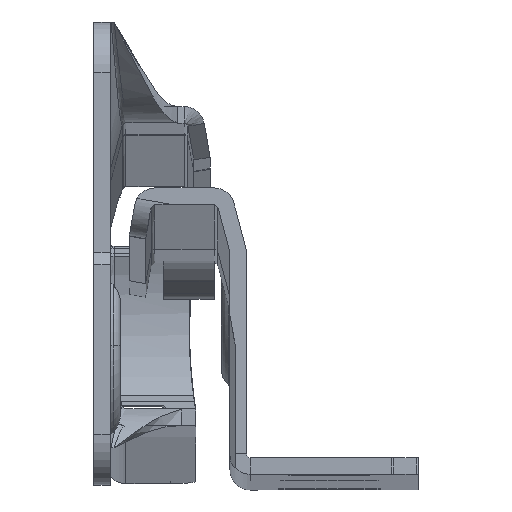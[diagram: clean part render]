
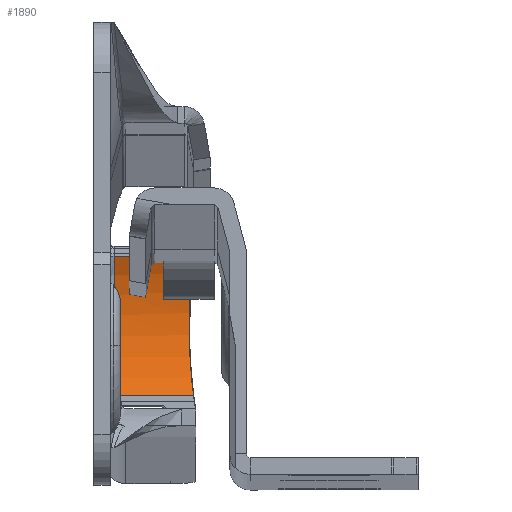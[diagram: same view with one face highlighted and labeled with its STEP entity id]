
A CAD part, top view. The second image highlights one B-rep face of the part: STEP entity #1890.
In plain terms, the highlighted cylindrical face has radius 11 mm (diameter 22 mm), a partial arc.
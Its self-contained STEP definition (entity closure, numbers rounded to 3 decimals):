
#483 = CARTESIAN_POINT ( 'NONE',  ( 6.7, -2.904, -587.701 ) ) ;
#633 = DIRECTION ( 'NONE',  ( 0., 0., 1. ) ) ;
#792 = CYLINDRICAL_SURFACE ( 'NONE', #8460, 11. ) ;
#856 = CARTESIAN_POINT ( 'NONE',  ( 6.265, -6.255, -598.189 ) ) ;
#1110 = CARTESIAN_POINT ( 'NONE',  ( 0.3, -2.904, -587.701 ) ) ;
#1146 = CARTESIAN_POINT ( 'NONE',  ( 6.503, 1.278, -597.886 ) ) ;
#1208 = ORIENTED_EDGE ( 'NONE', *, *, #7556, .T. ) ;
#1890 = ADVANCED_FACE ( 'NONE', ( #25638 ), #792, .F. ) ;
#2739 = DIRECTION ( 'NONE',  ( -1., 0., 0. ) ) ;
#2819 = EDGE_CURVE ( 'NONE', #22852, #3311, #14302, .T. ) ;
#3099 = DIRECTION ( 'NONE',  ( -1., 0., 0. ) ) ;
#3180 = CIRCLE ( 'NONE', #28677, 11. ) ;
#3311 = VERTEX_POINT ( 'NONE', #11165 ) ;
#3398 = CARTESIAN_POINT ( 'NONE',  ( 6.208, -2.942, -598.711 ) ) ;
#4402 = EDGE_LOOP ( 'NONE', ( #1208, #7523, #6691, #27815, #24200 ) ) ;
#5513 = CARTESIAN_POINT ( 'NONE',  ( 6.327, -0.552, -598.457 ) ) ;
#5675 = CARTESIAN_POINT ( 'NONE',  ( 6.208, -4.849, -598.538 ) ) ;
#6210 = VERTEX_POINT ( 'NONE', #24728 ) ;
#6531 = DIRECTION ( 'NONE',  ( 0., 0., -1. ) ) ;
#6691 = ORIENTED_EDGE ( 'NONE', *, *, #2819, .T. ) ;
#7485 = CARTESIAN_POINT ( 'NONE',  ( 6.2, -3.422, -598.699 ) ) ;
#7523 = ORIENTED_EDGE ( 'NONE', *, *, #27499, .T. ) ;
#7556 = EDGE_CURVE ( 'NONE', #23855, #19645, #23911, .T. ) ;
#8460 = AXIS2_PLACEMENT_3D ( 'NONE', #483, #2739, #633 ) ;
#8909 = EDGE_CURVE ( 'NONE', #6210, #3311, #14587, .T. ) ;
#10059 = CARTESIAN_POINT ( 'NONE',  ( 6.265, -1.494, -598.62 ) ) ;
#10206 = CARTESIAN_POINT ( 'NONE',  ( 6.557, 1.716, -597.683 ) ) ;
#10216 = CARTESIAN_POINT ( 'NONE',  ( 6.7, -9.239, -596.693 ) ) ;
#11165 = CARTESIAN_POINT ( 'NONE',  ( 0.3, -9.239, -596.693 ) ) ;
#12320 = CARTESIAN_POINT ( 'NONE',  ( 6.448, -8.451, -597.249 ) ) ;
#12476 = CARTESIAN_POINT ( 'NONE',  ( 6.453, 0.827, -598.06 ) ) ;
#12623 = CARTESIAN_POINT ( 'NONE',  ( 6.365, -0.088, -598.345 ) ) ;
#14302 = CIRCLE ( 'NONE', #22947, 11. ) ;
#14587 = LINE ( 'NONE', #10216, #24329 ) ;
#15045 = CARTESIAN_POINT ( 'NONE',  ( 6.24, -1.973, -598.672 ) ) ;
#15687 = CARTESIAN_POINT ( 'NONE',  ( 0.3, 1.716, -597.683 ) ) ;
#17051 = DIRECTION ( 'NONE',  ( -1., 0., 0. ) ) ;
#17568 = DIRECTION ( 'NONE',  ( -1., 0., 0. ) ) ;
#18980 = CARTESIAN_POINT ( 'NONE',  ( 6.359, -7.606, -597.691 ) ) ;
#19645 = VERTEX_POINT ( 'NONE', #15687 ) ;
#21530 = CARTESIAN_POINT ( 'NONE',  ( 0.3, -2.904, -598.701 ) ) ;
#21803 = CARTESIAN_POINT ( 'NONE',  ( 6.24, -5.787, -598.327 ) ) ;
#22242 = DIRECTION ( 'NONE',  ( -1., 0., 0. ) ) ;
#22676 = B_SPLINE_CURVE_WITH_KNOTS ( 'NONE', 3,
 ( #24032, #12320, #18980, #856, #21803, #5675, #23586, #7485, #3398, #15045, #10059, #5513, #12623, #12476, #1146, #10206 ),
 .UNSPECIFIED., .F., .F.,
 ( 4, 2, 2, 2, 2, 2, 2, 4 ),
 ( 0., 0.003, 0.004, 0.006, 0.007, 0.009, 0.01, 0.011 ),
 .UNSPECIFIED. ) ;
#22852 = VERTEX_POINT ( 'NONE', #21530 ) ;
#22947 = AXIS2_PLACEMENT_3D ( 'NONE', #1110, #17568, #27160 ) ;
#23586 = CARTESIAN_POINT ( 'NONE',  ( 6.2, -4.376, -598.612 ) ) ;
#23855 = VERTEX_POINT ( 'NONE', #26171 ) ;
#23911 = LINE ( 'NONE', #26493, #29067 ) ;
#24032 = CARTESIAN_POINT ( 'NONE',  ( 6.557, -9.239, -596.693 ) ) ;
#24200 = ORIENTED_EDGE ( 'NONE', *, *, #25188, .T. ) ;
#24329 = VECTOR ( 'NONE', #3099, 1000. ) ;
#24728 = CARTESIAN_POINT ( 'NONE',  ( 6.557, -9.239, -596.693 ) ) ;
#25188 = EDGE_CURVE ( 'NONE', #6210, #23855, #22676, .T. ) ;
#25638 = FACE_OUTER_BOUND ( 'NONE', #4402, .T. ) ;
#26171 = CARTESIAN_POINT ( 'NONE',  ( 6.557, 1.716, -597.683 ) ) ;
#26493 = CARTESIAN_POINT ( 'NONE',  ( 6.7, 1.716, -597.683 ) ) ;
#27160 = DIRECTION ( 'NONE',  ( 0., 0., -1. ) ) ;
#27499 = EDGE_CURVE ( 'NONE', #19645, #22852, #3180, .T. ) ;
#27815 = ORIENTED_EDGE ( 'NONE', *, *, #8909, .F. ) ;
#28677 = AXIS2_PLACEMENT_3D ( 'NONE', #29456, #22242, #6531 ) ;
#29067 = VECTOR ( 'NONE', #17051, 1000. ) ;
#29456 = CARTESIAN_POINT ( 'NONE',  ( 0.3, -2.904, -587.701 ) ) ;
